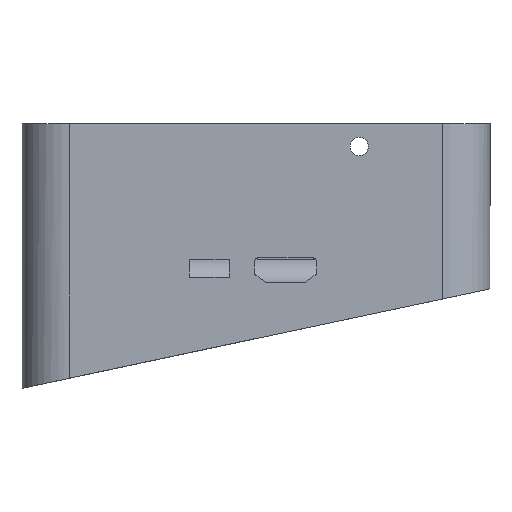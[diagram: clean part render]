
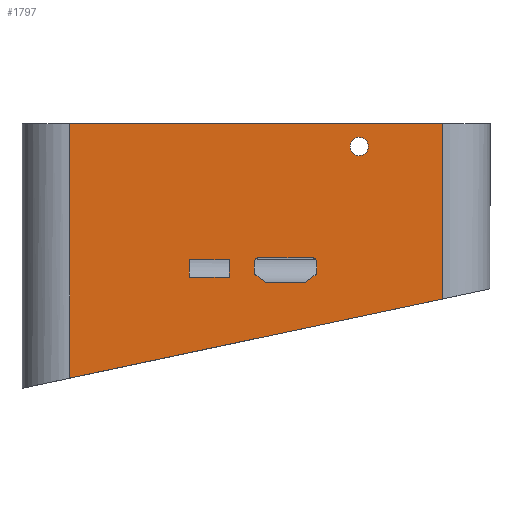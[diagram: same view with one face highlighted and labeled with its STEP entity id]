
A CAD part, left-side view. The second image highlights one B-rep face of the part: STEP entity #1797.
In plain terms, the highlighted planar face has unit normal (-1, 0, 0).
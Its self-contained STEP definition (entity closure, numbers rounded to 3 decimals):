
#41=FACE_BOUND('',#303,.T.);
#42=FACE_BOUND('',#304,.T.);
#43=FACE_BOUND('',#305,.T.);
#189=FACE_OUTER_BOUND('',#302,.T.);
#302=EDGE_LOOP('',(#1630,#1631,#1632,#1633));
#303=EDGE_LOOP('',(#1634,#1635,#1636,#1637,#1638,#1639,#1640,#1641,#1642,
#1643,#1644,#1645));
#304=EDGE_LOOP('',(#1646,#1647,#1648,#1649));
#305=EDGE_LOOP('',(#1650));
#340=LINE('',#2630,#509);
#344=LINE('',#2642,#513);
#348=LINE('',#2654,#517);
#353=LINE('',#2669,#522);
#358=LINE('',#2681,#527);
#361=LINE('',#2690,#530);
#364=LINE('',#2698,#533);
#367=LINE('',#2704,#536);
#370=LINE('',#2710,#539);
#373=LINE('',#2714,#542);
#406=LINE('',#2815,#575);
#414=LINE('',#2839,#583);
#474=LINE('',#3043,#643);
#475=LINE('',#3045,#644);
#509=VECTOR('',#2082,10.);
#513=VECTOR('',#2094,10.);
#517=VECTOR('',#2106,10.);
#522=VECTOR('',#2119,10.);
#527=VECTOR('',#2132,10.);
#530=VECTOR('',#2143,10.);
#533=VECTOR('',#2148,10.);
#536=VECTOR('',#2153,10.);
#539=VECTOR('',#2158,10.);
#542=VECTOR('',#2163,10.);
#575=VECTOR('',#2246,10.);
#583=VECTOR('',#2268,10.);
#643=VECTOR('',#2510,10.);
#644=VECTOR('',#2513,10.);
#657=CIRCLE('',#1838,0.6);
#659=CIRCLE('',#1842,0.6);
#661=CIRCLE('',#1846,0.6);
#663=CIRCLE('',#1850,0.6);
#665=CIRCLE('',#1854,0.6);
#667=CIRCLE('',#1858,0.6);
#685=CIRCLE('',#1908,1.15);
#753=VERTEX_POINT('',#2620);
#754=VERTEX_POINT('',#2621);
#757=VERTEX_POINT('',#2629);
#759=VERTEX_POINT('',#2635);
#761=VERTEX_POINT('',#2641);
#763=VERTEX_POINT('',#2647);
#765=VERTEX_POINT('',#2653);
#767=VERTEX_POINT('',#2659);
#768=VERTEX_POINT('',#2660);
#771=VERTEX_POINT('',#2668);
#773=VERTEX_POINT('',#2674);
#775=VERTEX_POINT('',#2683);
#779=VERTEX_POINT('',#2695);
#780=VERTEX_POINT('',#2697);
#782=VERTEX_POINT('',#2703);
#784=VERTEX_POINT('',#2709);
#815=VERTEX_POINT('',#2801);
#821=VERTEX_POINT('',#2813);
#830=VERTEX_POINT('',#2837);
#836=VERTEX_POINT('',#2860);
#883=VERTEX_POINT('',#3041);
#932=EDGE_CURVE('',#753,#754,#657,.T.);
#936=EDGE_CURVE('',#757,#754,#340,.T.);
#939=EDGE_CURVE('',#757,#759,#659,.T.);
#942=EDGE_CURVE('',#761,#759,#344,.T.);
#945=EDGE_CURVE('',#761,#763,#661,.T.);
#948=EDGE_CURVE('',#765,#763,#348,.T.);
#951=EDGE_CURVE('',#767,#768,#663,.T.);
#955=EDGE_CURVE('',#771,#768,#353,.T.);
#958=EDGE_CURVE('',#765,#773,#665,.T.);
#962=EDGE_CURVE('',#767,#773,#358,.T.);
#963=EDGE_CURVE('',#771,#775,#667,.T.);
#967=EDGE_CURVE('',#753,#775,#361,.T.);
#970=EDGE_CURVE('',#780,#779,#364,.T.);
#973=EDGE_CURVE('',#782,#780,#367,.T.);
#976=EDGE_CURVE('',#784,#782,#370,.T.);
#979=EDGE_CURVE('',#779,#784,#373,.T.);
#1027=EDGE_CURVE('',#815,#821,#406,.T.);
#1039=EDGE_CURVE('',#830,#821,#414,.T.);
#1050=EDGE_CURVE('',#836,#836,#685,.T.);
#1139=EDGE_CURVE('',#883,#830,#474,.T.);
#1140=EDGE_CURVE('',#883,#815,#475,.T.);
#1630=ORIENTED_EDGE('',*,*,#1140,.T.);
#1631=ORIENTED_EDGE('',*,*,#1027,.T.);
#1632=ORIENTED_EDGE('',*,*,#1039,.F.);
#1633=ORIENTED_EDGE('',*,*,#1139,.F.);
#1634=ORIENTED_EDGE('',*,*,#967,.T.);
#1635=ORIENTED_EDGE('',*,*,#963,.F.);
#1636=ORIENTED_EDGE('',*,*,#955,.T.);
#1637=ORIENTED_EDGE('',*,*,#951,.F.);
#1638=ORIENTED_EDGE('',*,*,#962,.T.);
#1639=ORIENTED_EDGE('',*,*,#958,.F.);
#1640=ORIENTED_EDGE('',*,*,#948,.T.);
#1641=ORIENTED_EDGE('',*,*,#945,.F.);
#1642=ORIENTED_EDGE('',*,*,#942,.T.);
#1643=ORIENTED_EDGE('',*,*,#939,.F.);
#1644=ORIENTED_EDGE('',*,*,#936,.T.);
#1645=ORIENTED_EDGE('',*,*,#932,.F.);
#1646=ORIENTED_EDGE('',*,*,#970,.T.);
#1647=ORIENTED_EDGE('',*,*,#979,.T.);
#1648=ORIENTED_EDGE('',*,*,#976,.T.);
#1649=ORIENTED_EDGE('',*,*,#973,.T.);
#1650=ORIENTED_EDGE('',*,*,#1050,.T.);
#1704=PLANE('',#1989);
#1797=ADVANCED_FACE('',(#189,#41,#42,#43),#1704,.T.);
#1838=AXIS2_PLACEMENT_3D('',#2622,#2074,#2075);
#1842=AXIS2_PLACEMENT_3D('',#2636,#2087,#2088);
#1846=AXIS2_PLACEMENT_3D('',#2648,#2099,#2100);
#1850=AXIS2_PLACEMENT_3D('',#2661,#2111,#2112);
#1854=AXIS2_PLACEMENT_3D('',#2675,#2124,#2125);
#1858=AXIS2_PLACEMENT_3D('',#2684,#2135,#2136);
#1908=AXIS2_PLACEMENT_3D('',#2862,#2296,#2297);
#1989=AXIS2_PLACEMENT_3D('',#3046,#2514,#2515);
#2074=DIRECTION('center_axis',(-1.,0.,0.));
#2075=DIRECTION('ref_axis',(0.,0.707,0.707));
#2082=DIRECTION('',(0.,0.,1.));
#2087=DIRECTION('center_axis',(-1.,0.,0.));
#2088=DIRECTION('ref_axis',(0.,0.894,-0.449));
#2094=DIRECTION('',(0.,0.802,0.597));
#2099=DIRECTION('center_axis',(-1.,0.,0.));
#2100=DIRECTION('ref_axis',(0.,0.315,-0.949));
#2106=DIRECTION('',(0.,1.,0.));
#2111=DIRECTION('center_axis',(-1.,0.,0.));
#2112=DIRECTION('ref_axis',(0.,-0.894,-0.449));
#2119=DIRECTION('',(0.,0.,-1.));
#2124=DIRECTION('center_axis',(-1.,0.,0.));
#2125=DIRECTION('ref_axis',(0.,-0.315,-0.949));
#2132=DIRECTION('',(0.,0.802,-0.597));
#2135=DIRECTION('center_axis',(-1.,0.,0.));
#2136=DIRECTION('ref_axis',(0.,-0.707,0.707));
#2143=DIRECTION('',(0.,-1.,0.));
#2148=DIRECTION('',(0.,0.,-1.));
#2153=DIRECTION('',(0.,-1.,0.));
#2158=DIRECTION('',(0.,0.,1.));
#2163=DIRECTION('',(0.,1.,0.));
#2246=DIRECTION('',(0.,-0.978,0.208));
#2268=DIRECTION('',(0.,0.,-1.));
#2296=DIRECTION('center_axis',(1.,0.,0.));
#2297=DIRECTION('ref_axis',(0.,1.,0.));
#2510=DIRECTION('',(0.,-1.,0.));
#2513=DIRECTION('',(0.,0.,-1.));
#2514=DIRECTION('center_axis',(-1.,0.,0.));
#2515=DIRECTION('ref_axis',(0.,1.,0.));
#2620=CARTESIAN_POINT('',(-44.76,29.015,-16.826));
#2621=CARTESIAN_POINT('',(-44.76,29.615,-17.426));
#2622=CARTESIAN_POINT('Origin',(-44.76,29.015,-17.426));
#2629=CARTESIAN_POINT('',(-44.76,29.615,-18.525));
#2630=CARTESIAN_POINT('',(-44.76,29.615,-19.413));
#2635=CARTESIAN_POINT('',(-44.76,29.373,-19.006));
#2636=CARTESIAN_POINT('Origin',(-44.76,29.015,-18.525));
#2641=CARTESIAN_POINT('',(-44.76,28.325,-19.788));
#2642=CARTESIAN_POINT('',(-44.76,21.015,-25.232));
#2647=CARTESIAN_POINT('',(-44.76,27.966,-19.906));
#2648=CARTESIAN_POINT('Origin',(-44.76,27.966,-19.306));
#2653=CARTESIAN_POINT('',(-44.76,23.364,-19.906));
#2654=CARTESIAN_POINT('',(-44.76,14.583,-19.906));
#2659=CARTESIAN_POINT('',(-44.76,21.957,-19.006));
#2660=CARTESIAN_POINT('',(-44.76,21.715,-18.525));
#2661=CARTESIAN_POINT('Origin',(-44.76,22.315,-18.525));
#2668=CARTESIAN_POINT('',(-44.76,21.715,-17.426));
#2669=CARTESIAN_POINT('',(-44.76,21.715,-18.413));
#2674=CARTESIAN_POINT('',(-44.76,23.005,-19.788));
#2675=CARTESIAN_POINT('Origin',(-44.76,23.364,-19.306));
#2681=CARTESIAN_POINT('',(-44.76,16.942,-15.272));
#2683=CARTESIAN_POINT('',(-44.76,22.315,-16.826));
#2684=CARTESIAN_POINT('Origin',(-44.76,22.315,-17.426));
#2690=CARTESIAN_POINT('',(-44.76,17.808,-16.826));
#2695=CARTESIAN_POINT('',(-44.76,32.715,-19.256));
#2697=CARTESIAN_POINT('',(-44.76,32.715,-17.056));
#2698=CARTESIAN_POINT('',(-44.76,32.715,-18.528));
#2703=CARTESIAN_POINT('',(-44.76,37.715,-17.056));
#2704=CARTESIAN_POINT('',(-44.76,21.858,-17.056));
#2709=CARTESIAN_POINT('',(-44.76,37.715,-19.256));
#2710=CARTESIAN_POINT('',(-44.76,37.715,-19.628));
#2714=CARTESIAN_POINT('',(-44.76,19.358,-19.256));
#2801=CARTESIAN_POINT('',(-44.76,52.73,-31.933));
#2813=CARTESIAN_POINT('',(-44.76,6.,-22.));
#2815=CARTESIAN_POINT('',(-44.76,58.73,-33.208));
#2837=CARTESIAN_POINT('',(-44.76,6.,0.));
#2839=CARTESIAN_POINT('',(-44.76,6.,-20.));
#2860=CARTESIAN_POINT('',(-44.76,15.259,-2.873));
#2862=CARTESIAN_POINT('Origin',(-44.76,16.409,-2.873));
#3041=CARTESIAN_POINT('',(-44.76,52.73,0.));
#3043=CARTESIAN_POINT('',(-44.76,41.048,0.));
#3045=CARTESIAN_POINT('',(-44.76,52.73,-20.));
#3046=CARTESIAN_POINT('Origin',(-44.76,6.,-20.));
